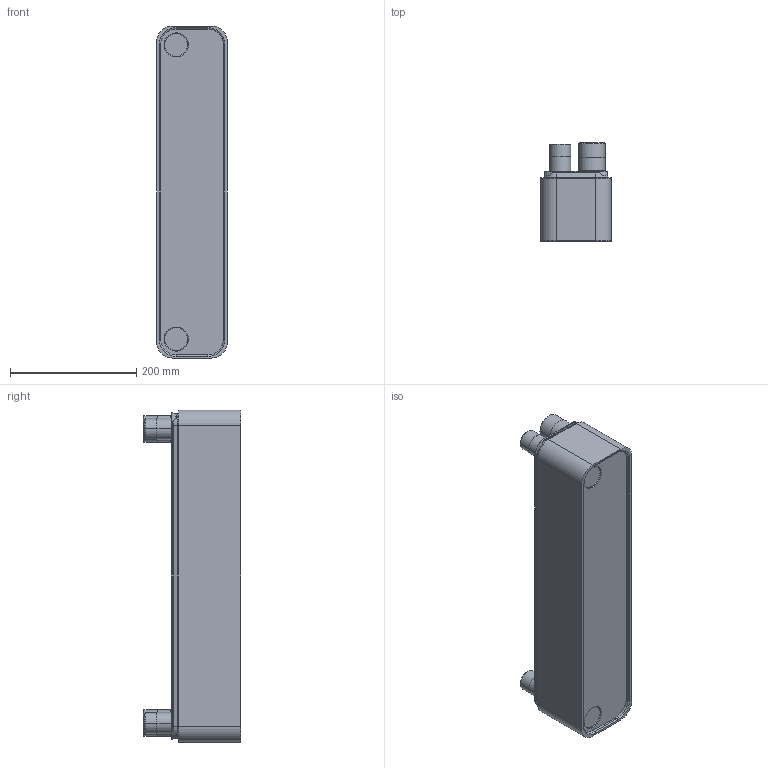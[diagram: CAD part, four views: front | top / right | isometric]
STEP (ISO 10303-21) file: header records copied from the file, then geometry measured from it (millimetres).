
FILE_DESCRIPTION((''),'2;1');
FILE_NAME('ALFANOVA52_40H_3288001265_ASM','2019-05-13T',('CNSHIPU'),(''),'CREO PARAMETRIC BY PTC INC, 2016260','CREO PARAMETRIC BY PTC INC, 2016260','');
FILE_SCHEMA(('CONFIG_CONTROL_DESIGN'));
Length unit declared in the file: millimetre
Products named in the file (7): AN52_40_CH_BLOCK; CB52_FP_S1S2_32_S3S4_25; 1626067; 1625764; CB52_PP; LABEL_STD; ALFANOVA52_40H_3288001265_ASM
Assembly tree (8 placements, depth 2):
  ALFANOVA52_40H_3288001265_ASM
    AN52_40_CH_BLOCK
    CB52_FP_S1S2_32_S3S4_25
    1626067  x2
    1625764  x2
    CB52_PP
    LABEL_STD
Bounding box: 112 x 155.2 x 526 mm (x, y, z)
Volume: 5820702.3 mm3; surface area: 569097.1 mm2
Topology: 15 solids, 19 shells, 533 faces, 1263 edges, 794 vertices
Faces by surface type: plane 249, cylinder 136, torus 100, cone 48
Entity records: 13944 total; most frequent: CARTESIAN_POINT 2582, DIRECTION 2451, ORIENTED_EDGE 2230, EDGE_CURVE 1119, AXIS2_PLACEMENT_3D 890, VERTEX_POINT 706, VECTOR 671, LINE 671
